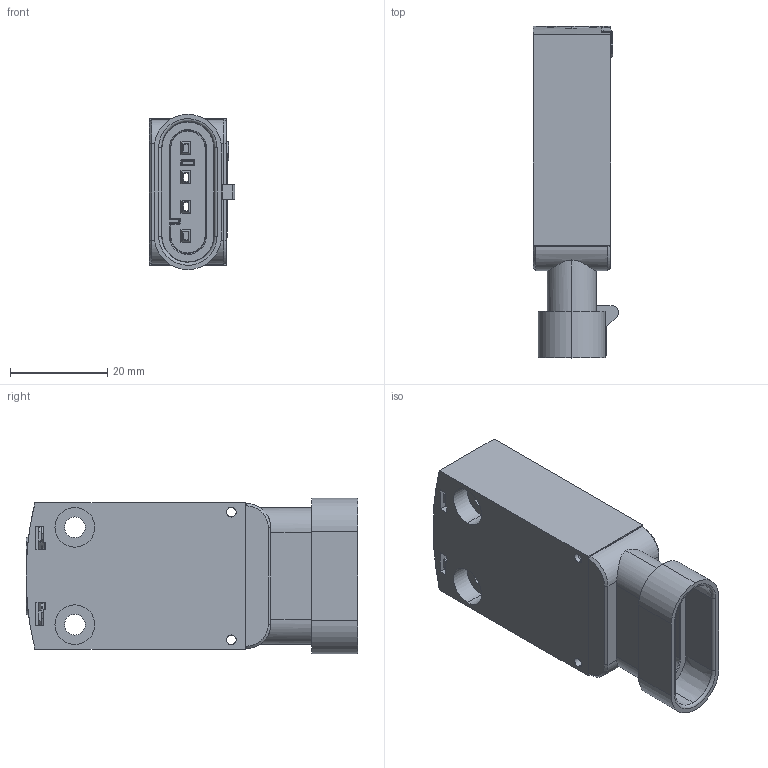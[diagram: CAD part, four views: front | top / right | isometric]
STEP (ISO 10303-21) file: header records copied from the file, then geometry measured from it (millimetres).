
FILE_DESCRIPTION(('STEP AP242'),'1');
FILE_NAME('zcmd21am4.stp','2021-09-26T18:02:57',('TraceParts'),('TraceParts S.A.'),'Spatial InterOp 3D',' ',' ');
FILE_SCHEMA(('AP242_MANAGED_MODEL_BASED_3D_ENGINEERING_MIM_LF {1 0 10303 442 1 1 4}'));
Length unit declared in the file: millimetre
Products named in the file (1): zcmd21am4_1
Bounding box: 17.6 x 68.1 x 31.9 mm (x, y, z)
Volume: 11716.6 mm3; surface area: 15648.4 mm2
Topology: 2 solids, 2 shells, 771 faces, 2096 edges, 1333 vertices
Faces by surface type: plane 398, cylinder 251, bspline 51, cone 40, torus 25, sphere 6
Entity records: 26497 total; most frequent: CARTESIAN_POINT 7168, ORIENTED_EDGE 4192, DIRECTION 3859, EDGE_CURVE 2096, VERTEX_POINT 1333, LINE 1295, VECTOR 1295, AXIS2_PLACEMENT_3D 1282
